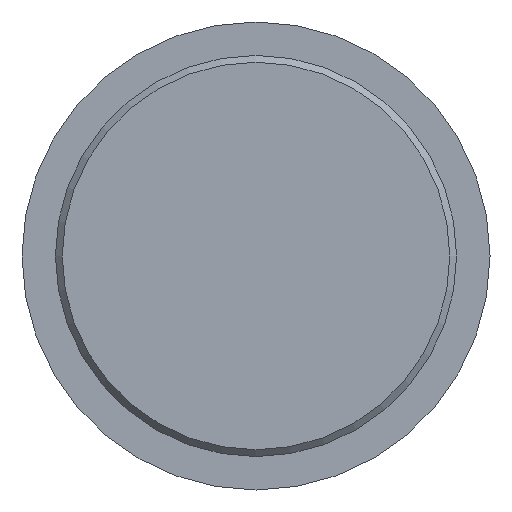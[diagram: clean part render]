
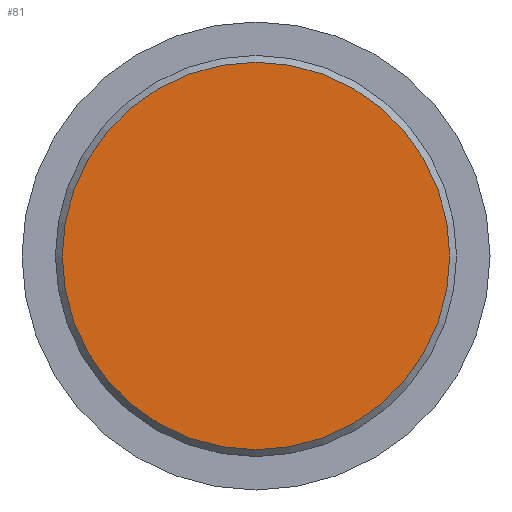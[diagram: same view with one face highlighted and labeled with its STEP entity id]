
A CAD part, front view. The second image highlights one B-rep face of the part: STEP entity #81.
In plain terms, the highlighted planar face has unit normal (0, -1, 0).
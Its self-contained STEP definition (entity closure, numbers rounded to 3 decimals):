
#81 = ADVANCED_FACE( '', ( #165 ), #166, .F. );
#165 = FACE_OUTER_BOUND( '', #242, .T. );
#166 = PLANE( '', #243 );
#242 = EDGE_LOOP( '', ( #389 ) );
#243 = AXIS2_PLACEMENT_3D( '', #390, #391, #392 );
#389 = ORIENTED_EDGE( '', *, *, #446, .T. );
#390 = CARTESIAN_POINT( '', ( 17.387, -16., 0. ) );
#391 = DIRECTION( '', ( 0., 1., 0. ) );
#392 = DIRECTION( '', ( 0., 0., 1. ) );
#446 = EDGE_CURVE( '', #524, #524, #525, .T. );
#524 = VERTEX_POINT( '', #677 );
#525 = CIRCLE( '', #678, 17.387 );
#677 = CARTESIAN_POINT( '', ( 0., -16., -17.387 ) );
#678 = AXIS2_PLACEMENT_3D( '', #751, #752, #753 );
#751 = CARTESIAN_POINT( '', ( 0., -16., 0. ) );
#752 = DIRECTION( '', ( 0., -1., 0. ) );
#753 = DIRECTION( '', ( 0., 0., -1. ) );
